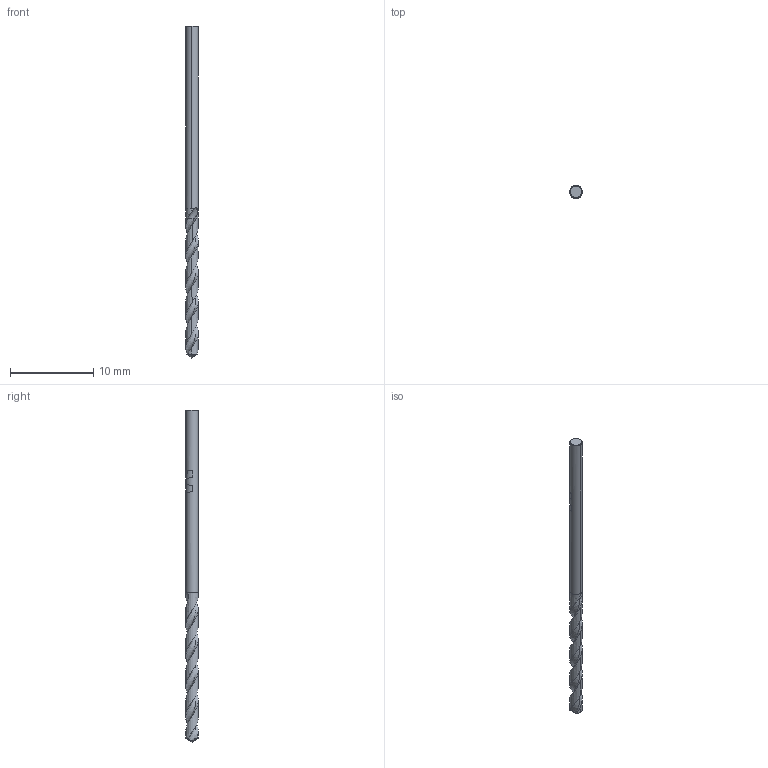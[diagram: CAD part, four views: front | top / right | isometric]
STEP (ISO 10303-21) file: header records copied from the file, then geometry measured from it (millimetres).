
FILE_DESCRIPTION(('no description'),'unknown implementation level');
FILE_NAME('solidyHTLVDOHqu8G6_XDzPA61RZKsh0_1.STP',' ',('CIMSOURCE GmbH'),('CADClick - KiM GmbH - www.kimweb.de'),'unknown preprocess','ACIS','unknown authorization');
FILE_SCHEMA(('automotive_design'));
Length unit declared in the file: millimetre
Products named in the file (1): 1
Bounding box: 1.5 x 1.5 x 40 mm (x, y, z)
Volume: 57.5 mm3; surface area: 198.4 mm2
Topology: 1 solids, 1 shells, 43 faces, 122 edges, 79 vertices
Faces by surface type: cone 18, plane 9, cylinder 8, bspline 4, revolution 4
Entity records: 9266 total; most frequent: CARTESIAN_POINT 6873, STYLED_ITEM 243, PRESENTATION_STYLE_ASSIGNMENT 243, COLOUR_RGB 243, ORIENTED_EDGE 240, DIRECTION 181, EDGE_CURVE 120, CURVE_STYLE 120
